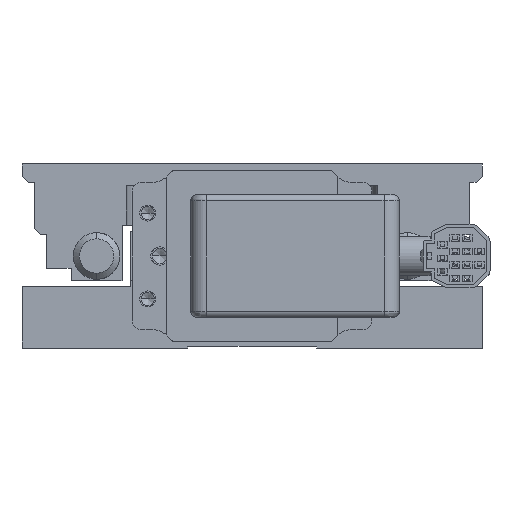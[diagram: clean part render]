
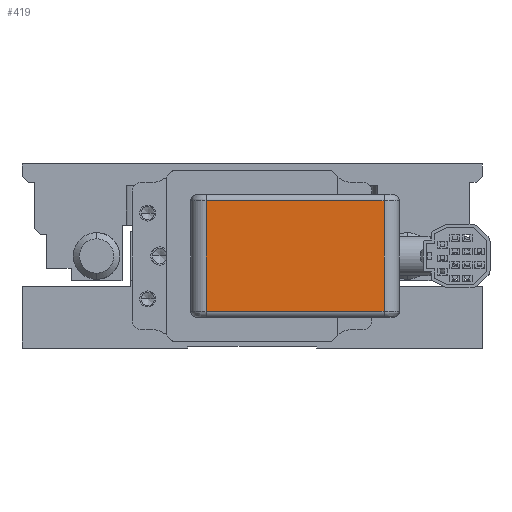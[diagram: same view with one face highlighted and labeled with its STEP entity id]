
A CAD part, left-side view. The second image highlights one B-rep face of the part: STEP entity #419.
In plain terms, the highlighted planar face has unit normal (-1, 0, 0).
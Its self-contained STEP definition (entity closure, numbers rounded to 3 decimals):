
#419=ADVANCED_FACE('',(#3911),#3910,.T.);
#3910=PLANE('',#14099);
#3911=FACE_OUTER_BOUND('',#14100,.T.);
#14096=CARTESIAN_POINT('',(-183.5,-24.4,4.2));
#14097=DIRECTION('',(-1.,0.,0.));
#14098=DIRECTION('',(0.,0.,1.));
#14099=AXIS2_PLACEMENT_3D('',#14096,#14097,#14098);
#14100=EDGE_LOOP('',(#20075,#20076,#20077,#20078));
#20075=ORIENTED_EDGE('',*,*,#24546,.T.);
#20076=ORIENTED_EDGE('',*,*,#24538,.T.);
#20077=ORIENTED_EDGE('',*,*,#24548,.T.);
#20078=ORIENTED_EDGE('',*,*,#24550,.T.);
#24538=EDGE_CURVE('',#32518,#32533,#32540,.T.);
#24546=EDGE_CURVE('',#32593,#32518,#32594,.T.);
#24548=EDGE_CURVE('',#32533,#31355,#32606,.T.);
#24550=EDGE_CURVE('',#31355,#32593,#32618,.T.);
#31355=VERTEX_POINT('',#46442);
#32518=VERTEX_POINT('',#47418);
#32533=VERTEX_POINT('',#47428);
#32540=LINE('',#47433,#47434);
#32593=VERTEX_POINT('',#47468);
#32594=LINE('',#47469,#47470);
#32606=LINE('',#47476,#47477);
#32618=LINE('',#47482,#47483);
#46442=CARTESIAN_POINT('',(-183.5,-21.5,24.));
#47418=CARTESIAN_POINT('',(-183.5,7.5,6.));
#47428=CARTESIAN_POINT('',(-183.5,-21.5,6.));
#47433=CARTESIAN_POINT('',(-183.5,7.5,6.));
#47434=VECTOR('',#47435,29.);
#47435=DIRECTION('',(0.,-1.,0.));
#47468=CARTESIAN_POINT('',(-183.5,7.5,24.));
#47469=CARTESIAN_POINT('',(-183.5,7.5,24.));
#47470=VECTOR('',#47471,18.);
#47471=DIRECTION('',(0.,0.,-1.));
#47476=CARTESIAN_POINT('',(-183.5,-21.5,6.));
#47477=VECTOR('',#47478,18.);
#47478=DIRECTION('',(0.,0.,1.));
#47482=CARTESIAN_POINT('',(-183.5,-21.5,24.));
#47483=VECTOR('',#47484,29.);
#47484=DIRECTION('',(0.,1.,0.));
